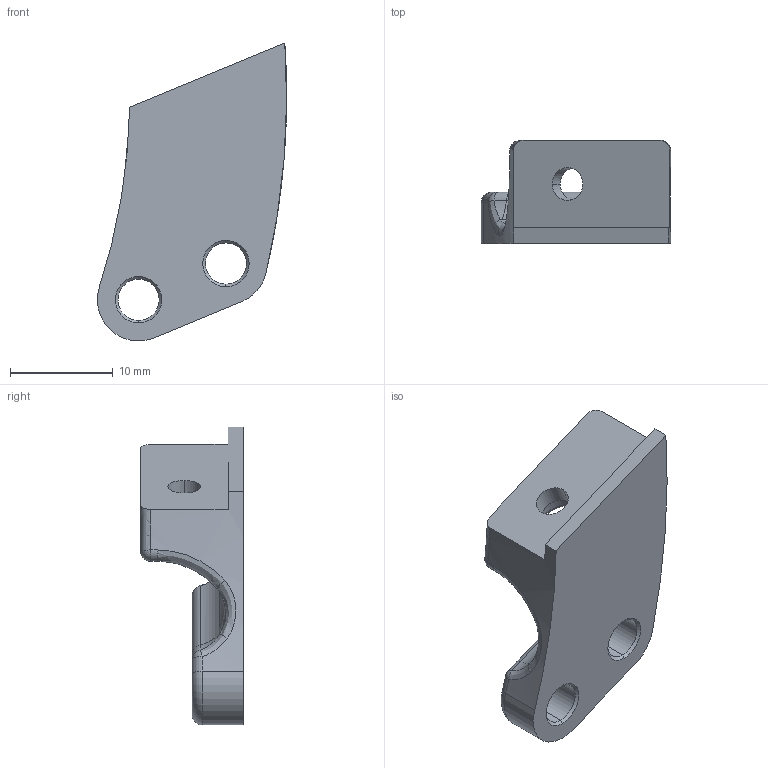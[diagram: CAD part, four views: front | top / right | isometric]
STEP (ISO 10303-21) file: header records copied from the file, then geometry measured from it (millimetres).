
FILE_DESCRIPTION (( 'STEP AP214' ), '1' );
FILE_NAME ('Angle-Sensor-Mount.STEP', '2023-12-12T07:41:50', ( '' ), ( '' ), 'SwSTEP 2.0', 'SolidWorks 2022', '' );
FILE_SCHEMA (( 'AUTOMOTIVE_DESIGN' ));
Length unit declared in the file: millimetre
Products named in the file (1): Angle-Sensor-Mount
Bounding box: 18.38 x 10 x 28.93 mm (x, y, z)
Volume: 1659.1 mm3; surface area: 1451.6 mm2
Topology: 1 solids, 1 shells, 63 faces, 150 edges, 88 vertices
Faces by surface type: cylinder 22, plane 10, bspline 10, cone 8, torus 8, sphere 5
Entity records: 2526 total; most frequent: CARTESIAN_POINT 1083, DIRECTION 300, ORIENTED_EDGE 296, EDGE_CURVE 148, AXIS2_PLACEMENT_3D 128, VERTEX_POINT 87, CIRCLE 74, EDGE_LOOP 69
